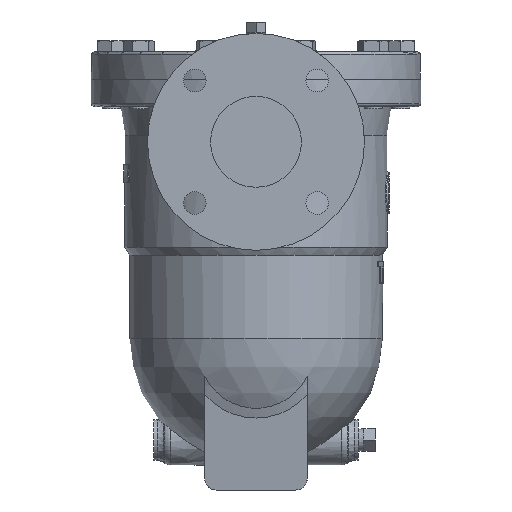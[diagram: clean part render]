
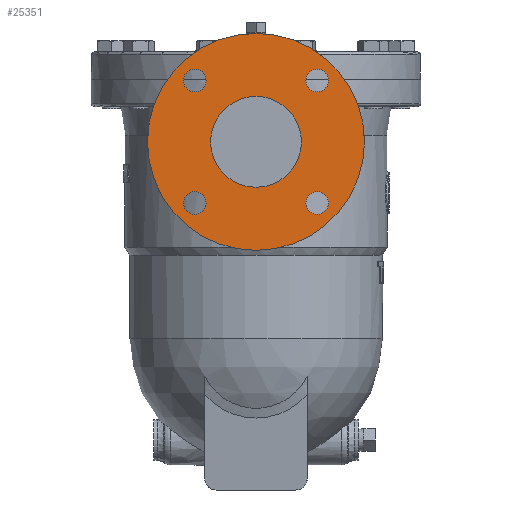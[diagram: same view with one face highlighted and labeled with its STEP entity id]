
A CAD part, left-side view. The second image highlights one B-rep face of the part: STEP entity #25351.
In plain terms, the highlighted planar face has unit normal (-1, 0, 0).
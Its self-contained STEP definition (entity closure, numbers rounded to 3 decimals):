
#24815=CARTESIAN_POINT('',(-193.0,0.,-15.));
#24816=VERTEX_POINT('',#24815);
#24817=CARTESIAN_POINT('',(-193.0,0.0,-55.));
#24818=DIRECTION('',(1.0,0.0,0.0));
#24819=DIRECTION('',(0.0,0.0,-1.0));
#24820=AXIS2_PLACEMENT_3D('',#24817,#24818,#24819);
#24821=CIRCLE('',#24820,40.0);
#24822=EDGE_CURVE('',#24816,#24816,#24821,.T.);
#24899=CARTESIAN_POINT('',(-193.0,-63.882,-108.882));
#24900=VERTEX_POINT('',#24899);
#24901=CARTESIAN_POINT('',(-193.,-53.882,-108.882));
#24902=DIRECTION('',(1.0,0.0,0.0));
#24903=DIRECTION('',(0.0,-1.0,0.0));
#24904=AXIS2_PLACEMENT_3D('',#24901,#24902,#24903);
#24905=CIRCLE('',#24904,10.0);
#24906=EDGE_CURVE('',#24900,#24900,#24905,.T.);
#24948=CARTESIAN_POINT('',(-193.0,53.882,-118.882));
#24949=VERTEX_POINT('',#24948);
#24950=CARTESIAN_POINT('',(-193.,53.882,-108.882));
#24951=DIRECTION('',(1.0,0.0,0.0));
#24952=DIRECTION('',(0.0,0.0,-1.0));
#24953=AXIS2_PLACEMENT_3D('',#24950,#24951,#24952);
#24954=CIRCLE('',#24953,10.0);
#24955=EDGE_CURVE('',#24949,#24949,#24954,.T.);
#24997=CARTESIAN_POINT('',(-193.0,63.882,-1.118));
#24998=VERTEX_POINT('',#24997);
#24999=CARTESIAN_POINT('',(-193.,53.882,-1.118));
#25000=DIRECTION('',(1.0,0.0,0.0));
#25001=DIRECTION('',(0.0,1.0,0.0));
#25002=AXIS2_PLACEMENT_3D('',#24999,#25000,#25001);
#25003=CIRCLE('',#25002,10.0);
#25004=EDGE_CURVE('',#24998,#24998,#25003,.T.);
#25046=CARTESIAN_POINT('',(-193.0,-53.882,8.882));
#25047=VERTEX_POINT('',#25046);
#25048=CARTESIAN_POINT('',(-193.,-53.882,-1.118));
#25049=DIRECTION('',(1.0,0.0,0.0));
#25050=DIRECTION('',(0.0,0.0,1.0));
#25051=AXIS2_PLACEMENT_3D('',#25048,#25049,#25050);
#25052=CIRCLE('',#25051,10.0);
#25053=EDGE_CURVE('',#25047,#25047,#25052,.T.);
#25320=CARTESIAN_POINT('',(-193.0,0.0,-7.25));
#25321=DIRECTION('',(-1.0,0.0,0.0));
#25322=DIRECTION('',(0.0,0.0,1.0));
#25323=AXIS2_PLACEMENT_3D('',#25320,#25321,#25322);
#25324=PLANE('',#25323);
#25325=CARTESIAN_POINT('',(-193.0,0.0,40.5));
#25326=VERTEX_POINT('',#25325);
#25327=CARTESIAN_POINT('',(-193.,0.0,-55.));
#25328=DIRECTION('',(-1.0,0.0,0.0));
#25329=DIRECTION('',(0.0,0.0,1.0));
#25330=AXIS2_PLACEMENT_3D('',#25327,#25328,#25329);
#25331=CIRCLE('',#25330,95.5);
#25332=EDGE_CURVE('',#25326,#25326,#25331,.T.);
#25333=ORIENTED_EDGE('',*,*,#25332,.T.);
#25334=EDGE_LOOP('',(#25333));
#25335=FACE_OUTER_BOUND('',#25334,.T.);
#25336=ORIENTED_EDGE('',*,*,#24822,.T.);
#25337=EDGE_LOOP('',(#25336));
#25338=FACE_BOUND('',#25337,.T.);
#25339=ORIENTED_EDGE('',*,*,#24906,.T.);
#25340=EDGE_LOOP('',(#25339));
#25341=FACE_BOUND('',#25340,.T.);
#25342=ORIENTED_EDGE('',*,*,#24955,.T.);
#25343=EDGE_LOOP('',(#25342));
#25344=FACE_BOUND('',#25343,.T.);
#25345=ORIENTED_EDGE('',*,*,#25004,.T.);
#25346=EDGE_LOOP('',(#25345));
#25347=FACE_BOUND('',#25346,.T.);
#25348=ORIENTED_EDGE('',*,*,#25053,.T.);
#25349=EDGE_LOOP('',(#25348));
#25350=FACE_BOUND('',#25349,.T.);
#25351=ADVANCED_FACE('',(#25335,#25338,#25341,#25344,#25347,#25350),#25324,.T.);
